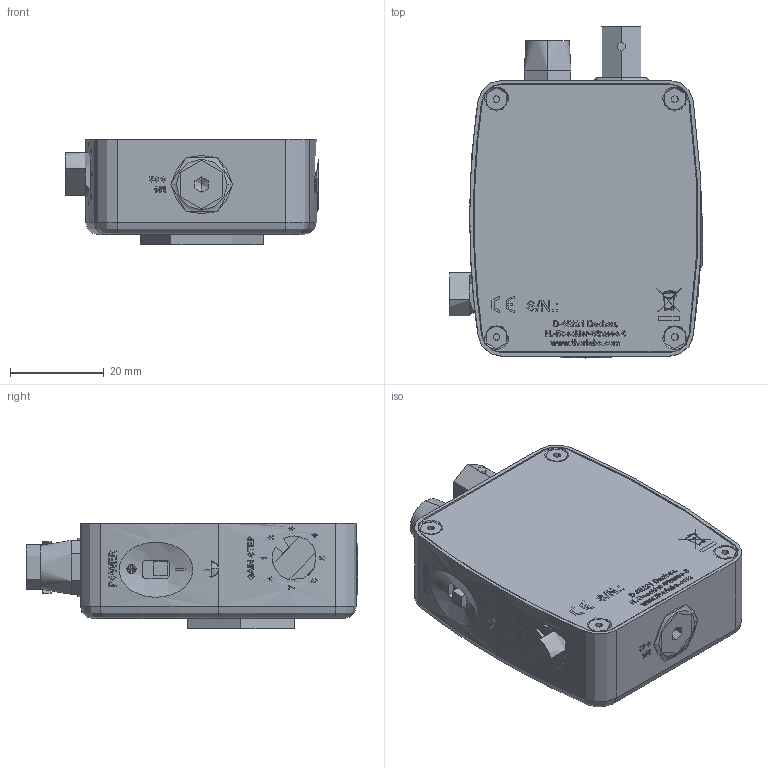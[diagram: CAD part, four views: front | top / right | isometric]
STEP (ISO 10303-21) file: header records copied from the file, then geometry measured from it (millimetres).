
FILE_DESCRIPTION (( 'STEP AP214' ), '1' );
FILE_NAME ('PDAVJ8.STEP', '2017-11-20T10:08:25', ( '' ), ( '' ), 'SwSTEP 2.0', 'SolidWorks 2016', '' );
FILE_SCHEMA (( 'AUTOMOTIVE_DESIGN' ));
Length unit declared in the file: inch
Products named in the file (21): PLP2-125; PDAVJxCOVER_engraving; 95345A012_PAN HEAD PHIL MACHINE SCREW WITH LOCK WASHER_95345A012; RKMF-01-3polig_RKMF4; BNCBuchse-01; nut; PDA-DET Housing - FORGING_PDAVJ8; switch button; M0093-0512-0b Justierung Photodiode TO-5 PDB210C series; PDAVJ8; TTN135429 (PDA10A2-PC1); 126-XXX_126-090; Uncooled detector TO39 TH; Detector chip; Uncooled detector cap; pin; Sapphire Pad; izolacja pinu TO39; Podstawka To39; 874390301_2; 91253A075_ALLOY STEEL FLAT-HEAD SOCKET CAP SCREW_91253A075
Assembly tree (27 placements, depth 3):
  PDAVJ8
    PDA-DET Housing - FORGING_PDAVJ8
    nut
    BNCBuchse-01
    RKMF-01-3polig_RKMF4
    95345A012_PAN HEAD PHIL MACHINE SCREW WITH LOCK WASHER_95345A012  x3
    PDAVJxCOVER_engraving
    PLP2-125
    91253A075_ALLOY STEEL FLAT-HEAD SOCKET CAP SCREW_91253A075  x4
    874390301_2
    Uncooled detector TO39 TH
      Podstawka To39
      izolacja pinu TO39  x2
      Sapphire Pad
      pin  x2
      Uncooled detector cap
      Detector chip
    126-XXX_126-090
    TTN135429 (PDA10A2-PC1)
    M0093-0512-0b Justierung Photodiode TO-5 PDB210C series
    switch button
Bounding box: 54.13 x 70.9 x 22.48 mm (x, y, z)
Topology: 190 solids, 190 shells, 5220 faces, 13158 edges, 8308 vertices
Faces by surface type: plane 2875, cylinder 1048, bspline 1041, cone 189, torus 61, sphere 6
Entity records: 234384 total; most frequent: CARTESIAN_POINT 73174, ORIENTED_EDGE 23808, DIRECTION 19424, EDGE_CURVE 11904, LINE 7876, VECTOR 7876, VERTEX_POINT 7623, AXIS2_PLACEMENT_3D 5774
